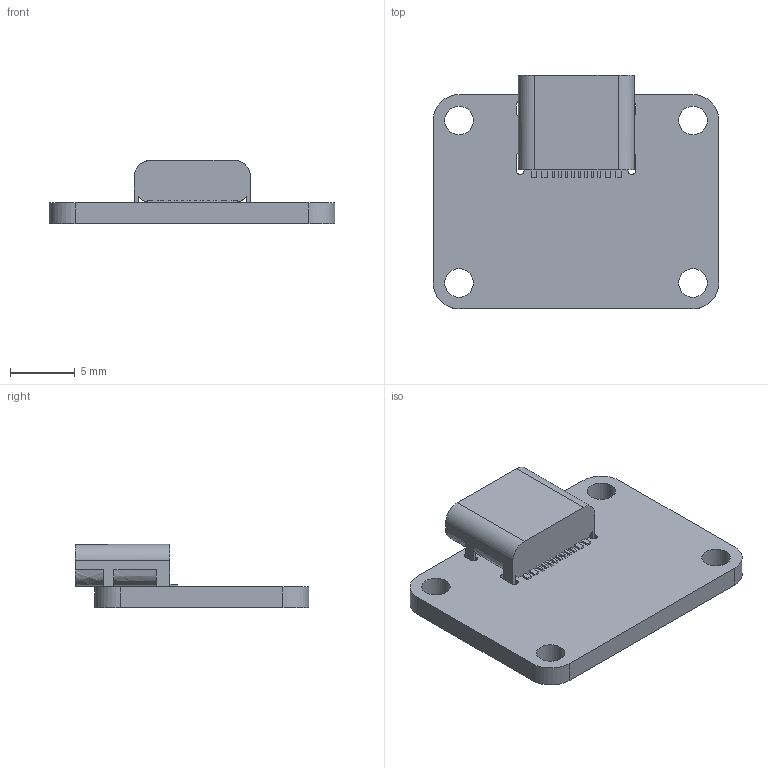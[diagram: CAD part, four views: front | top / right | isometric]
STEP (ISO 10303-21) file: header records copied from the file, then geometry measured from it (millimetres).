
FILE_DESCRIPTION(('KiCad electronic assembly'),'2;1');
FILE_NAME('Unified-Daughterboard.step','2021-11-10T22:51:18',('Pcbnew'), ('Kicad'),'Open CASCADE STEP processor 7.5','KiCad to STEP converter', 'Unknown');
FILE_SCHEMA(('AUTOMOTIVE_DESIGN { 1 0 10303 214 1 1 1 1 }'));
Length unit declared in the file: millimetre
Products named in the file (4): Unified-Daughterboard 1; TYPE-C-31-M-12; SOLID; Unified-Daughterboard PCB
Assembly tree (3 placements, depth 3):
  Unified-Daughterboard 1
    TYPE-C-31-M-12
      SOLID
    Unified-Daughterboard PCB
Bounding box: 22 x 18 x 4.86 mm (x, y, z)
Volume: 643.1 mm3; surface area: 1314.8 mm2
Topology: 2 solids, 2 shells, 168 faces, 460 edges, 300 vertices
Faces by surface type: bspline 136, cylinder 18, plane 14
Full cylindrical faces by diameter (mm): 0.65 x2, 2.2 x4
Entity records: 10644 total; most frequent: CARTESIAN_POINT 4058, B_SPLINE_CURVE_WITH_KNOTS 984, ORIENTED_EDGE 920, PCURVE 920, DEFINITIONAL_REPRESENTATION 920, EDGE_CURVE 460, SURFACE_CURVE 450, DIRECTION 342
